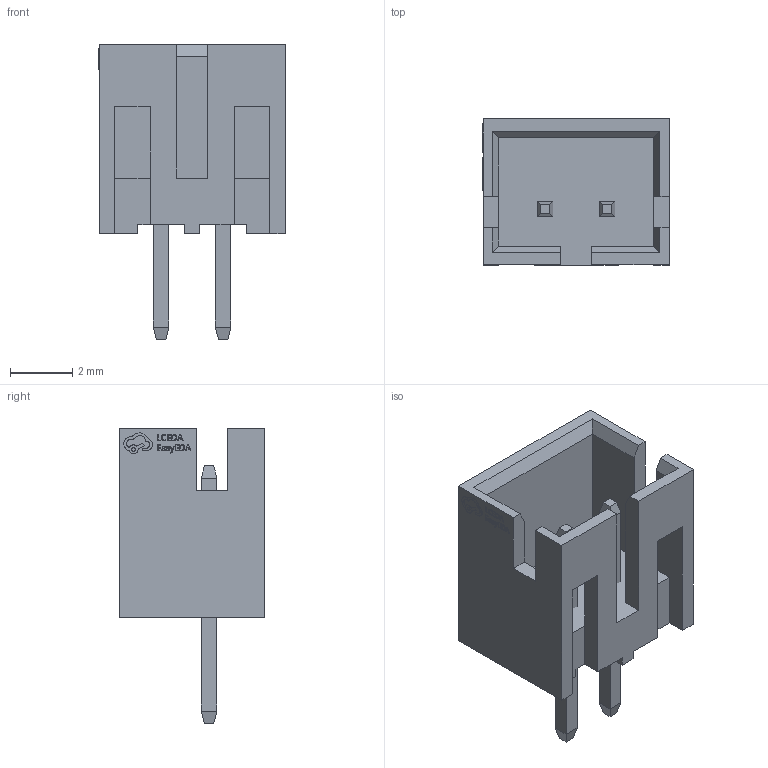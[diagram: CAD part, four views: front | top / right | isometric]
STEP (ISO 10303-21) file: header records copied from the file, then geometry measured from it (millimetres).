
FILE_DESCRIPTION (( 'STEP AP214' ), '1' );
FILE_NAME ('CONN-TH_2P-P2.00_HDGC_HDGC2001WV-2P.STEP', '2022-10-08T11:49:24', ( '' ), ( '' ), 'SwSTEP 2.0', 'SolidWorks 2020', '' );
FILE_SCHEMA (( 'AUTOMOTIVE_DESIGN' ));
Length unit declared in the file: millimetre
Products named in the file (1): CONN-TH_2P-P2.00_HDGC_HDGC2001WV-2P
Bounding box: 6.01 x 4.7 x 9.5 mm (x, y, z)
Volume: 85.9 mm3; surface area: 286 mm2
Topology: 3 solids, 3 shells, 295 faces, 800 edges, 526 vertices
Faces by surface type: plane 197, bspline 98
Entity records: 12975 total; most frequent: CARTESIAN_POINT 2928, ORIENTED_EDGE 1600, DIRECTION 996, EDGE_CURVE 800, LINE 600, VECTOR 600, VERTEX_POINT 526, EDGE_LOOP 314
